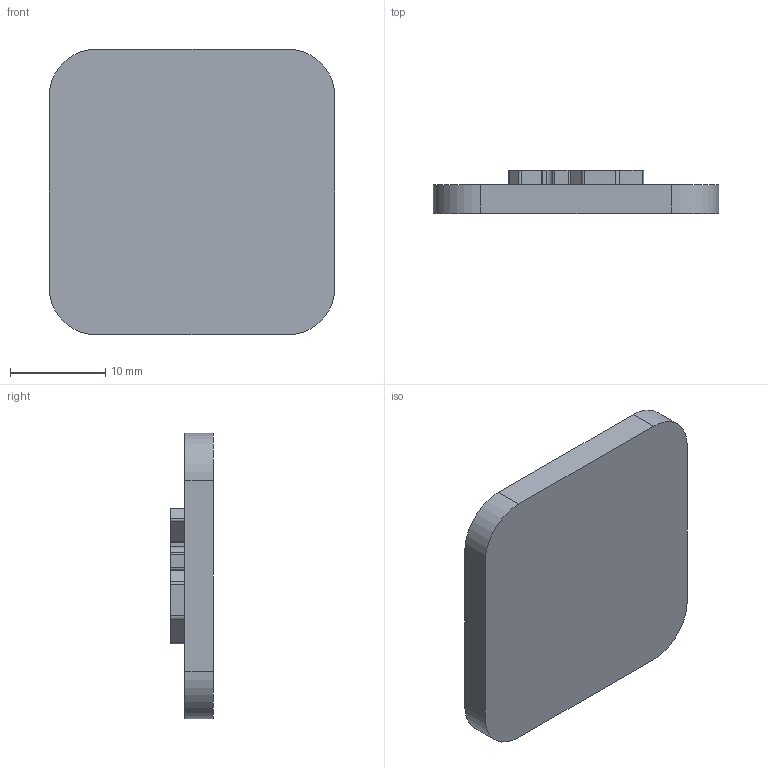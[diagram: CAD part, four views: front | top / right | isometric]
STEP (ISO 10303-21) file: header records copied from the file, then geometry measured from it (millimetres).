
FILE_DESCRIPTION (( 'STEP AP214' ), '1' );
FILE_NAME ('mini_siliconebody_career.STEP', '2023-12-06T09:35:55', ( '' ), ( '' ), 'SwSTEP 2.0', 'SolidWorks 2021', '' );
FILE_SCHEMA (( 'AUTOMOTIVE_DESIGN' ));
Length unit declared in the file: millimetre
Products named in the file (1): mini_siliconebody_career
Bounding box: 30 x 4.5 x 30 mm (x, y, z)
Volume: 2784.8 mm3; surface area: 2299.9 mm2
Topology: 1 solids, 1 shells, 97 faces, 264 edges, 176 vertices
Faces by surface type: plane 53, bspline 40, cylinder 4
Entity records: 3280 total; most frequent: CARTESIAN_POINT 1058, ORIENTED_EDGE 528, DIRECTION 308, EDGE_CURVE 264, LINE 176, VERTEX_POINT 176, VECTOR 176, EDGE_LOOP 104
